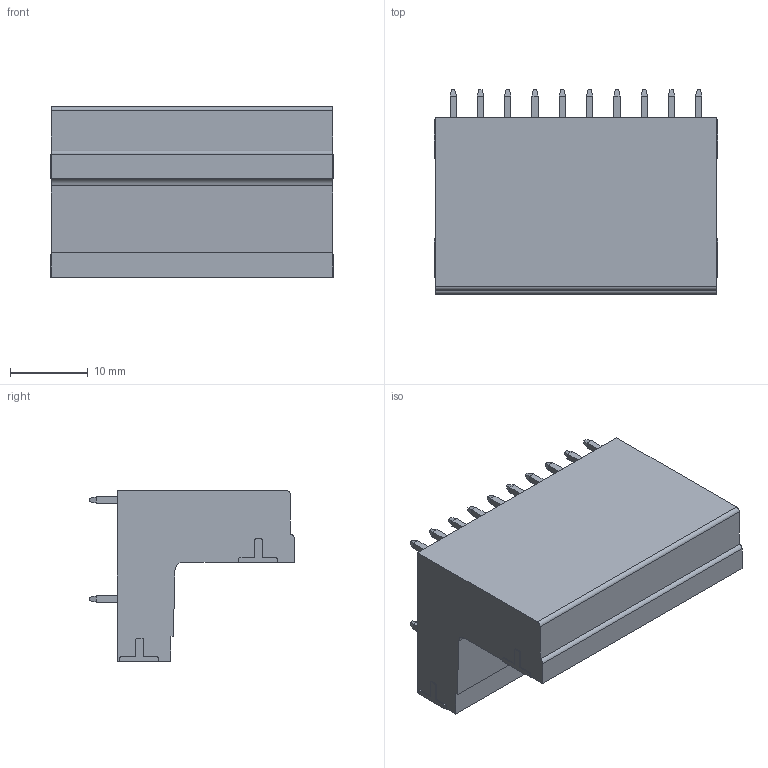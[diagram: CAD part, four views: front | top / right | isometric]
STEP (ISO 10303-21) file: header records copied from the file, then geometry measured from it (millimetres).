
FILE_DESCRIPTION((''),'2;1');
FILE_NAME('TLPHDC-005R-XXP','2024-09-23T14:57:18',('sheji109'),(''),'CREO PARAMETRIC BY PTC INC, 2018100','CREO PARAMETRIC BY PTC INC, 2018100','');
FILE_SCHEMA(('CONFIG_CONTROL_DESIGN'));
Length unit declared in the file: millimetre
Products named in the file (1): TLPHDC-005R-XXP
Bounding box: 36.4 x 26.2 x 21.9 mm (x, y, z)
Volume: 8558.8 mm3; surface area: 7806.1 mm2
Topology: 1 solids, 1 shells, 1562 faces, 4220 edges, 2740 vertices
Faces by surface type: plane 1103, cylinder 319, cone 100, torus 40
Entity records: 48880 total; most frequent: CARTESIAN_POINT 9302, ORIENTED_EDGE 8440, DIRECTION 7922, EDGE_CURVE 4220, VECTOR 3242, LINE 3242, VERTEX_POINT 2740, AXIS2_PLACEMENT_3D 2340
